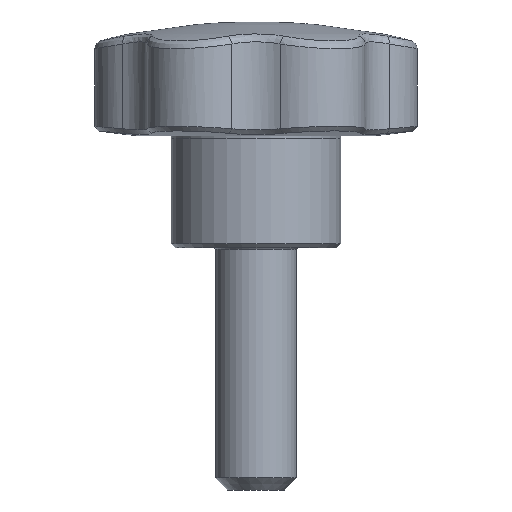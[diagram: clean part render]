
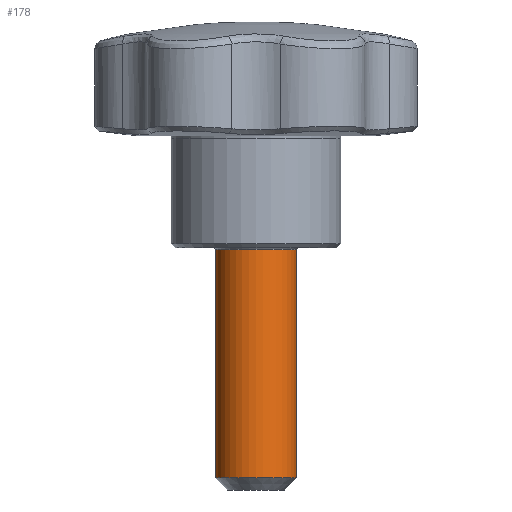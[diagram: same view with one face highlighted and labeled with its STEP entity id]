
A CAD part, front view. The second image highlights one B-rep face of the part: STEP entity #178.
In plain terms, the highlighted cylindrical face has radius 5 mm (diameter 10 mm), a full revolution.
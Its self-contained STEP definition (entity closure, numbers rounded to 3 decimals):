
#178 = ADVANCED_FACE( '', ( #403, #404 ), #405, .T. );
#403 = FACE_OUTER_BOUND( '', #1609, .T. );
#404 = FACE_OUTER_BOUND( '', #1610, .T. );
#405 = CYLINDRICAL_SURFACE( '', #1611, 5. );
#1609 = EDGE_LOOP( '', ( #3688 ) );
#1610 = EDGE_LOOP( '', ( #3689 ) );
#1611 = AXIS2_PLACEMENT_3D( '', #3690, #3691, #3692 );
#3688 = ORIENTED_EDGE( '', *, *, #4260, .T. );
#3689 = ORIENTED_EDGE( '', *, *, #4252, .T. );
#3690 = CARTESIAN_POINT( '', ( 0., 0., -87.363 ) );
#3691 = DIRECTION( '', ( 0., 0., -1. ) );
#3692 = DIRECTION( '', ( 1., 0., 0. ) );
#4252 = EDGE_CURVE( '', #4620, #4620, #4621, .T. );
#4260 = EDGE_CURVE( '', #4630, #4630, #4631, .F. );
#4620 = VERTEX_POINT( '', #6291 );
#4621 = CIRCLE( '', #6292, 5. );
#4630 = VERTEX_POINT( '', #6388 );
#4631 = CIRCLE( '', #6389, 5. );
#6291 = CARTESIAN_POINT( '', ( 5., 0., -28.863 ) );
#6292 = AXIS2_PLACEMENT_3D( '', #7550, #7551, #7552 );
#6388 = CARTESIAN_POINT( '', ( 5., 0., -0.563 ) );
#6389 = AXIS2_PLACEMENT_3D( '', #7554, #7555, #7556 );
#7550 = CARTESIAN_POINT( '', ( 0., 0., -28.863 ) );
#7551 = DIRECTION( '', ( 0., 0., 1. ) );
#7552 = DIRECTION( '', ( 1., 0., 0. ) );
#7554 = CARTESIAN_POINT( '', ( 0., 0., -0.563 ) );
#7555 = DIRECTION( '', ( 0., 0., 1. ) );
#7556 = DIRECTION( '', ( 1., 0., 0. ) );
